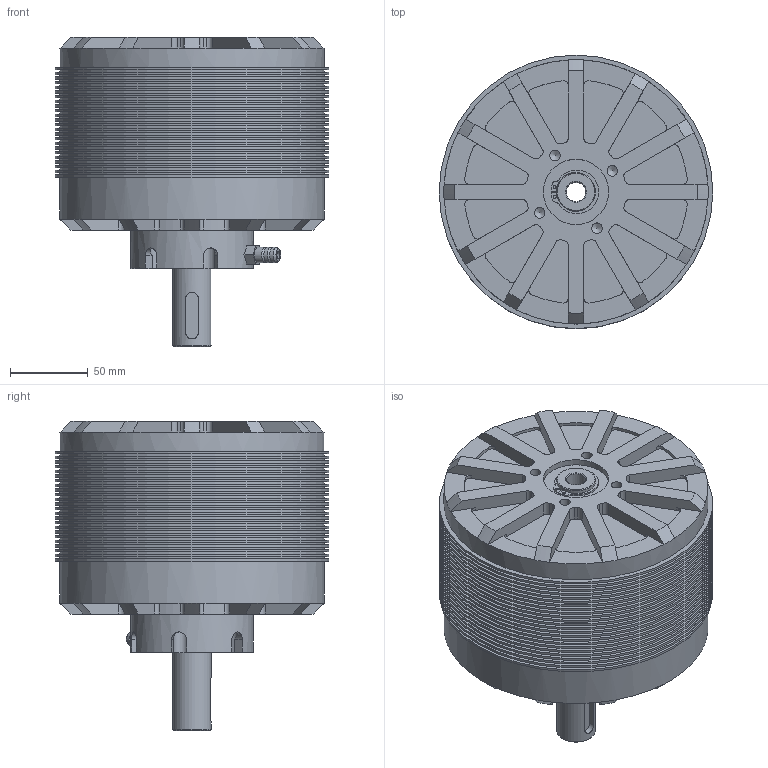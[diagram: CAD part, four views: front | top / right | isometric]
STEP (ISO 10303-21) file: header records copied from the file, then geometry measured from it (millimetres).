
FILE_DESCRIPTION(/* description */ ('Unknown'),/* implementation_level */ '2;1');
FILE_NAME(/* name */ 'RV-160-Exp download',/* time_stamp */ '2017-12-12T13:42:02+02:00',/* author */ ('Unknown'),/* organization */ ('Unknown'),/* preprocessor_version */ 'ST-DEVELOPER v16.7',/* originating_system */ 'DEX',/* authorisation */ $);
FILE_SCHEMA (('AUTOMOTIVE_DESIGN {1 0 10303 214 3 1 1}'));
Length unit declared in the file: millimetre
Products named in the file (1): RV-160-Exp download
Bounding box: 176 x 176 x 199 mm (x, y, z)
Volume: 2770531.6 mm3; surface area: 236505.1 mm2
Topology: 1 solids, 2 shells, 514 faces, 1282 edges, 840 vertices
Faces by surface type: cylinder 256, plane 212, cone 46
Full cylindrical faces by diameter (mm): 2 x4, 5 x2, 6.8 x8, 8.5 x6, 10 x10, 12.5 x1, 25 x2, 30 x2, 42 x3, 47 x1, 79 x1, 80 x1, 85 x1, 95 x1, 170 x25, 176 x24
Entity records: 18220 total; most frequent: DIRECTION 2694, CARTESIAN_POINT 2632, ORIENTED_EDGE 2232, AXIS2_PLACEMENT_3D 1125, EDGE_CURVE 1116, VERTEX_POINT 791, FACE_BOUND 707, EDGE_LOOP 700
